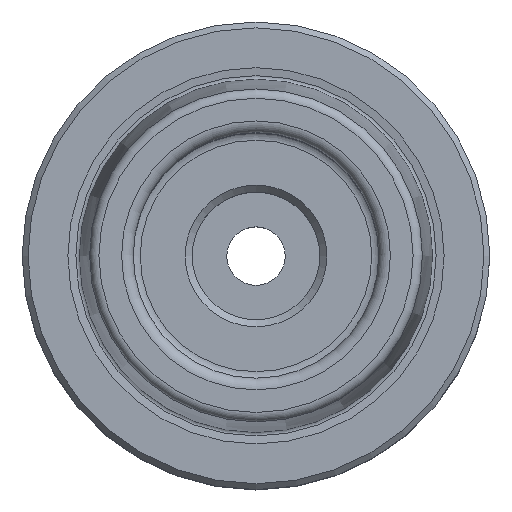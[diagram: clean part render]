
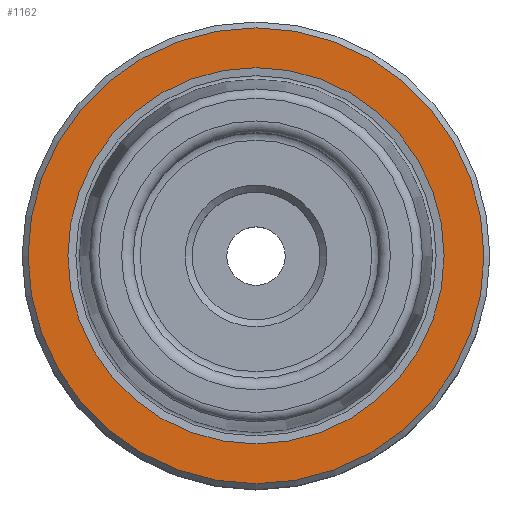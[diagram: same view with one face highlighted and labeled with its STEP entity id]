
A CAD part, top view. The second image highlights one B-rep face of the part: STEP entity #1162.
In plain terms, the highlighted planar face has unit normal (0, 0, 1).
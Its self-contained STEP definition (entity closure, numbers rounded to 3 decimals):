
#143=ORIENTED_EDGE('',*,*,#246,.T.);
#144=ORIENTED_EDGE('',*,*,#245,.F.);
#245=EDGE_CURVE('',#310,#310,#375,.T.);
#246=EDGE_CURVE('',#311,#311,#376,.T.);
#310=VERTEX_POINT('',#1706);
#311=VERTEX_POINT('',#1709);
#375=CIRCLE('',#1272,16.094);
#376=CIRCLE('',#1274,19.5);
#468=EDGE_LOOP('',(#143));
#469=EDGE_LOOP('',(#144));
#598=FACE_BOUND('',#468,.T.);
#599=FACE_BOUND('',#469,.T.);
#668=PLANE('',#1273);
#1162=ADVANCED_FACE('',(#598,#599),#668,.T.);
#1272=AXIS2_PLACEMENT_3D('',#1705,#1478,#1479);
#1273=AXIS2_PLACEMENT_3D('',#1707,#1480,#1481);
#1274=AXIS2_PLACEMENT_3D('',#1708,#1482,#1483);
#1478=DIRECTION('',(0.,0.,1.));
#1479=DIRECTION('',(1.,0.,0.));
#1480=DIRECTION('',(0.,0.,1.));
#1481=DIRECTION('',(1.,0.,0.));
#1482=DIRECTION('',(0.,0.,1.));
#1483=DIRECTION('',(1.,0.,0.));
#1705=CARTESIAN_POINT('',(0.,0.,0.));
#1706=CARTESIAN_POINT('',(16.094,0.,0.));
#1707=CARTESIAN_POINT('',(19.5,0.,0.));
#1708=CARTESIAN_POINT('',(0.,0.,0.));
#1709=CARTESIAN_POINT('',(19.5,0.,0.));
